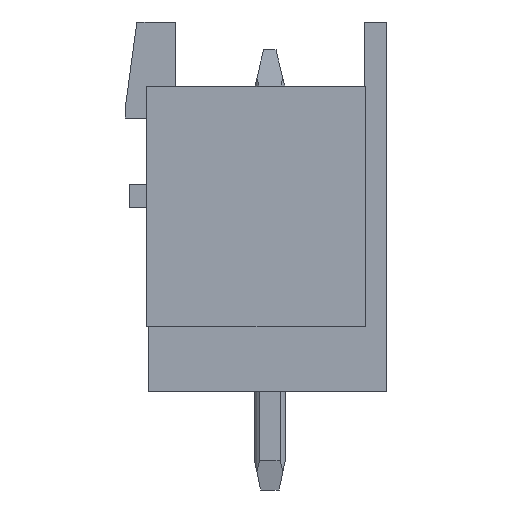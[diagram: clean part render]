
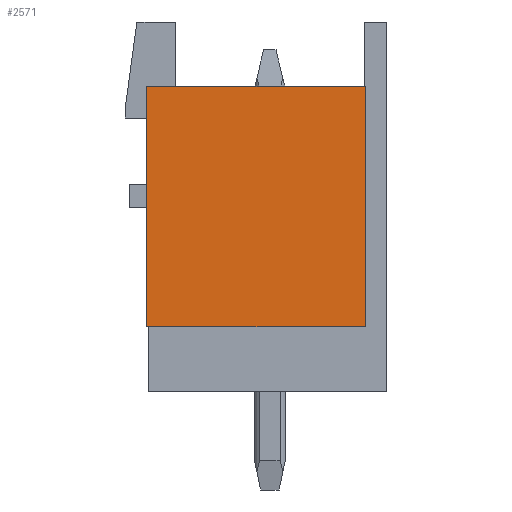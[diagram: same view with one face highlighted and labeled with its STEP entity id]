
A CAD part, left-side view. The second image highlights one B-rep face of the part: STEP entity #2571.
In plain terms, the highlighted planar face has unit normal (-1, 0, 0).
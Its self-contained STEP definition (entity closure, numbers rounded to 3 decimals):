
#2535=AXIS2_PLACEMENT_3D('Plane Axis2P3D',#2532,#2533,#2534) ;
#2532=CARTESIAN_POINT('Axis2P3D Location',(0.,7.8,13.1)) ;
#2537=CARTESIAN_POINT('Line Origine',(0.,0.7,9.2)) ;
#2541=CARTESIAN_POINT('Vertex',(0.,0.7,5.3)) ;
#2543=CARTESIAN_POINT('Vertex',(0.,0.7,13.1)) ;
#2546=CARTESIAN_POINT('Line Origine',(0.,4.25,13.1)) ;
#2550=CARTESIAN_POINT('Vertex',(0.,7.8,13.1)) ;
#2553=CARTESIAN_POINT('Line Origine',(0.,7.8,9.2)) ;
#2557=CARTESIAN_POINT('Vertex',(0.,7.8,5.3)) ;
#2560=CARTESIAN_POINT('Line Origine',(0.,4.25,5.3)) ;
#2533=DIRECTION('Axis2P3D Direction',(-1.,0.,0.)) ;
#2534=DIRECTION('Axis2P3D XDirection',(-0.,0.,-1.)) ;
#2538=DIRECTION('Vector Direction',(0.,0.,-1.)) ;
#2547=DIRECTION('Vector Direction',(0.,-1.,0.)) ;
#2554=DIRECTION('Vector Direction',(0.,0.,-1.)) ;
#2561=DIRECTION('Vector Direction',(0.,-1.,0.)) ;
#2539=VECTOR('Line Direction',#2538,1.) ;
#2548=VECTOR('Line Direction',#2547,1.) ;
#2555=VECTOR('Line Direction',#2554,1.) ;
#2562=VECTOR('Line Direction',#2561,1.) ;
#2566=ORIENTED_EDGE('',*,*,#2545,.T.) ;
#2567=ORIENTED_EDGE('',*,*,#2552,.F.) ;
#2568=ORIENTED_EDGE('',*,*,#2559,.F.) ;
#2569=ORIENTED_EDGE('',*,*,#2564,.T.) ;
#2571=ADVANCED_FACE('HOUSING',(#2570),#2536,.T.) ;
#2545=EDGE_CURVE('',#2542,#2544,#2540,.F.) ;
#2552=EDGE_CURVE('',#2551,#2544,#2549,.T.) ;
#2559=EDGE_CURVE('',#2558,#2551,#2556,.F.) ;
#2564=EDGE_CURVE('',#2558,#2542,#2563,.T.) ;
#2565=EDGE_LOOP('',(#2566,#2567,#2568,#2569)) ;
#2570=FACE_OUTER_BOUND('',#2565,.T.) ;
#2540=LINE('Line',#2537,#2539) ;
#2549=LINE('Line',#2546,#2548) ;
#2556=LINE('Line',#2553,#2555) ;
#2563=LINE('Line',#2560,#2562) ;
#2536=PLANE('',#2535) ;
#2542=VERTEX_POINT('',#2541) ;
#2544=VERTEX_POINT('',#2543) ;
#2551=VERTEX_POINT('',#2550) ;
#2558=VERTEX_POINT('',#2557) ;
